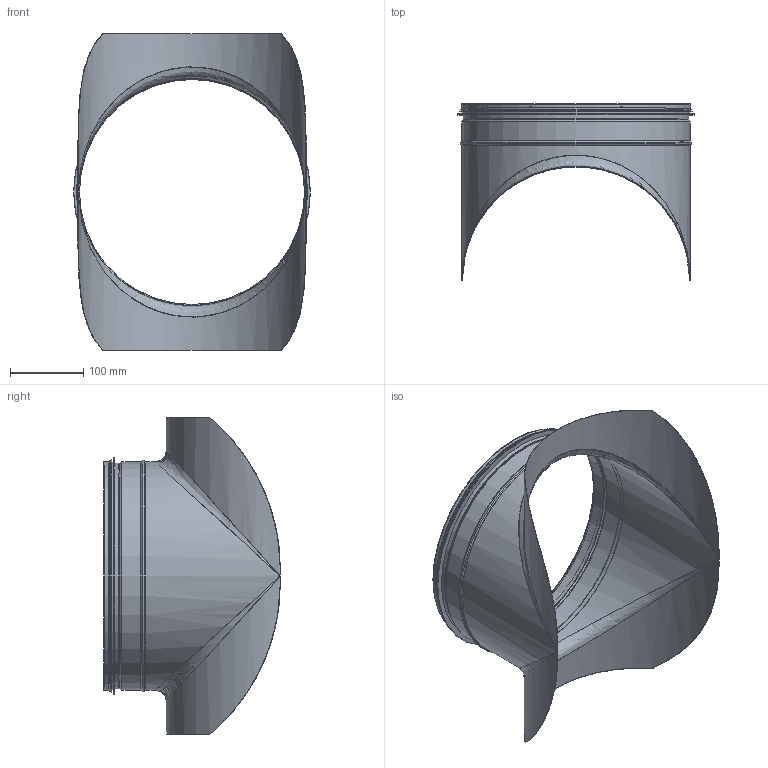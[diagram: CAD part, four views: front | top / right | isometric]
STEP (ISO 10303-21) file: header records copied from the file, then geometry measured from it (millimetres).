
FILE_DESCRIPTION((''),'2;1');
FILE_NAME('HPS_315-315.stp','2014-02-24T07:54:46',(''),(''),'Autodesk Inventor 2013','Autodesk Inventor 2013','');
FILE_SCHEMA(('AUTOMOTIVE_DESIGN { 1 2 10303 214 0 1 1 1 }'));
Length unit declared in the file: millimetre
Products named in the file (3): HPS_315-315; HPSRörämne_315-315; 999008
Assembly tree (2 placements, depth 2):
  HPS_315-315
    HPSRörämne_315-315
    999008
Bounding box: 324.25 x 242 x 433 mm (x, y, z)
Volume: 159410.7 mm3; surface area: 521242.2 mm2
Topology: 2 solids, 2 shells, 61 faces, 132 edges, 74 vertices
Faces by surface type: cylinder 24, torus 15, plane 12, cone 6, bspline 4
Full cylindrical faces by diameter (mm): 308.05 x1, 309.05 x1, 310.25 x1, 311.85 x1, 312.85 x6, 313.85 x1, 319.25 x1, 324.25 x1
Entity records: 2895 total; most frequent: CARTESIAN_POINT 1594, DIRECTION 242, ORIENTED_EDGE 186, AXIS2_PLACEMENT_3D 111, EDGE_LOOP 102, EDGE_CURVE 93, VERTEX_POINT 73, STYLED_ITEM 63
